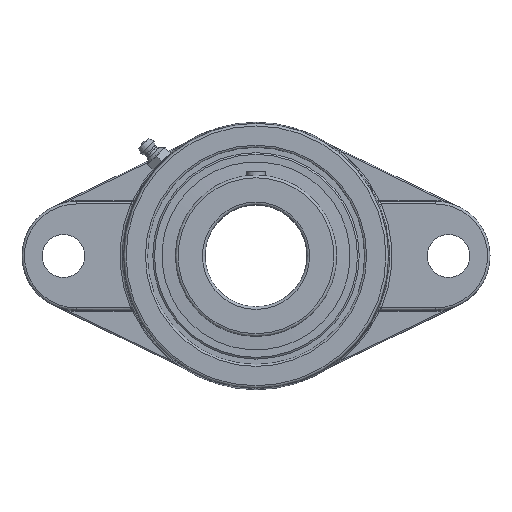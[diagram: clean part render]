
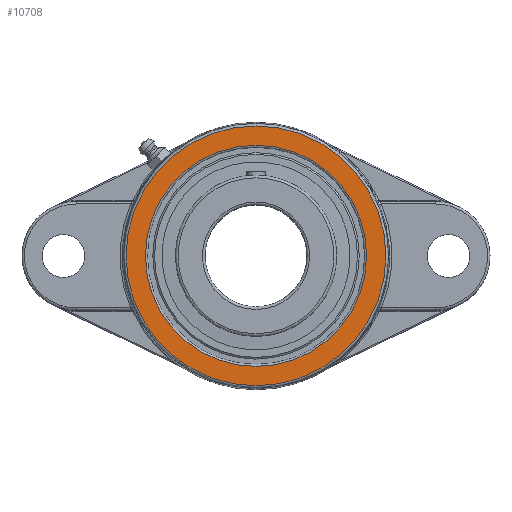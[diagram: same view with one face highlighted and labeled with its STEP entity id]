
A CAD part, top view. The second image highlights one B-rep face of the part: STEP entity #10708.
In plain terms, the highlighted planar face has unit normal (0, 0, 1).
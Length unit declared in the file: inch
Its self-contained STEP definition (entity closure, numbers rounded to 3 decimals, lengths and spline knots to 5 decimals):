
#10651=CARTESIAN_POINT('',(0.,1.91258,1.41732));
#10652=VERTEX_POINT('',#10651);
#10679=CARTESIAN_POINT('',(0.,0.,1.41732));
#10680=DIRECTION('',(-0.,0.,-1.));
#10681=DIRECTION('',(-0.,-1.,0.));
#10682=AXIS2_PLACEMENT_3D('',#10679,#10680,#10681);
#10683=CIRCLE('',#10682,1.91258);
#10684=EDGE_CURVE('',#10652,#10652,#10683,.T.);
#10689=CARTESIAN_POINT('',(-0.,-0.,1.41732));
#10690=DIRECTION('',(0.,0.,1.));
#10691=DIRECTION('',(1.,0.,0.));
#10692=AXIS2_PLACEMENT_3D('',#10689,#10690,#10691);
#10693=PLANE('',#10692);
#10694=CARTESIAN_POINT('',(0.,-1.62785,1.41732));
#10695=VERTEX_POINT('',#10694);
#10696=CARTESIAN_POINT('',(0.,0.,1.41732));
#10697=DIRECTION('',(0.,0.,1.));
#10698=DIRECTION('',(-0.,1.,0.));
#10699=AXIS2_PLACEMENT_3D('',#10696,#10697,#10698);
#10700=CIRCLE('',#10699,1.62785);
#10701=EDGE_CURVE('',#10695,#10695,#10700,.T.);
#10702=ORIENTED_EDGE('',*,*,#10701,.F.);
#10703=EDGE_LOOP('',(#10702));
#10704=FACE_BOUND('',#10703,.T.);
#10705=ORIENTED_EDGE('',*,*,#10684,.F.);
#10706=EDGE_LOOP('',(#10705));
#10707=FACE_BOUND('',#10706,.T.);
#10708=ADVANCED_FACE('',(#10704,#10707),#10693,.T.);
